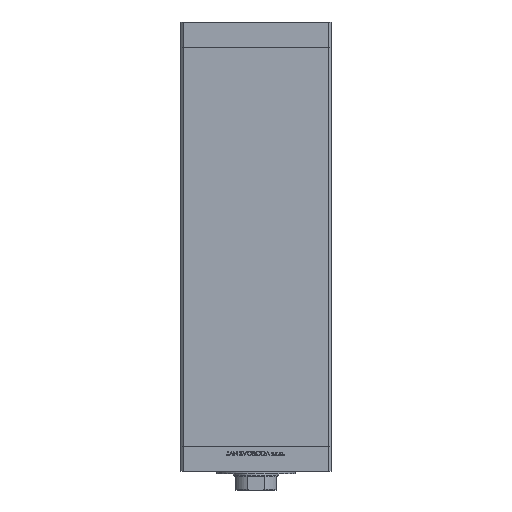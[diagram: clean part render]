
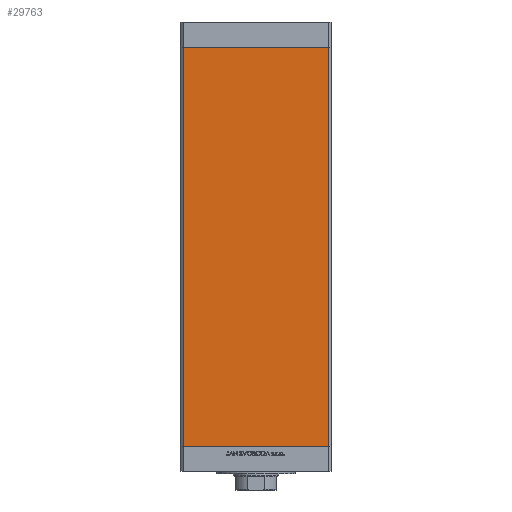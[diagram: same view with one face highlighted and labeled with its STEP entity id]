
A CAD part, front view. The second image highlights one B-rep face of the part: STEP entity #29763.
In plain terms, the highlighted planar face has unit normal (0, -1, 0).
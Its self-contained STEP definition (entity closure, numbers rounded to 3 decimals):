
#365 = VECTOR ( 'NONE', #5319, 1000. ) ;
#428 = PLANE ( 'NONE',  #31590 ) ;
#1339 = LINE ( 'NONE', #43343, #365 ) ;
#3334 = EDGE_CURVE ( 'NONE', #6398, #40438, #21911, .T. ) ;
#4665 = CARTESIAN_POINT ( 'NONE',  ( -58., -51., 318.5 ) ) ;
#5319 = DIRECTION ( 'NONE',  ( 1., 0., 0. ) ) ;
#6398 = VERTEX_POINT ( 'NONE', #49024 ) ;
#8144 = CARTESIAN_POINT ( 'NONE',  ( -58., -51., 0. ) ) ;
#8633 = VECTOR ( 'NONE', #27643, 1000. ) ;
#11874 = DIRECTION ( 'NONE',  ( 0., 0., 1. ) ) ;
#12711 = CARTESIAN_POINT ( 'NONE',  ( -58., -51., 318.5 ) ) ;
#13563 = EDGE_LOOP ( 'NONE', ( #20082, #48000, #23630, #14313 ) ) ;
#14313 = ORIENTED_EDGE ( 'NONE', *, *, #43093, .T. ) ;
#14449 = DIRECTION ( 'NONE',  ( 0., 0., -1. ) ) ;
#14774 = CARTESIAN_POINT ( 'NONE',  ( -58., -51., 318.5 ) ) ;
#19190 = LINE ( 'NONE', #12711, #8633 ) ;
#19326 = FACE_OUTER_BOUND ( 'NONE', #13563, .T. ) ;
#20082 = ORIENTED_EDGE ( 'NONE', *, *, #43827, .T. ) ;
#21911 = LINE ( 'NONE', #47350, #43324 ) ;
#21927 = CARTESIAN_POINT ( 'NONE',  ( -58., -51., 318.5 ) ) ;
#22319 = CARTESIAN_POINT ( 'NONE',  ( 58., -51., 0. ) ) ;
#23630 = ORIENTED_EDGE ( 'NONE', *, *, #31676, .F. ) ;
#27643 = DIRECTION ( 'NONE',  ( 1., 0., 0. ) ) ;
#29763 = ADVANCED_FACE ( 'NONE', ( #19326 ), #428, .F. ) ;
#30503 = VECTOR ( 'NONE', #37094, 1000. ) ;
#31590 = AXIS2_PLACEMENT_3D ( 'NONE', #4665, #45921, #11874 ) ;
#31676 = EDGE_CURVE ( 'NONE', #46536, #6398, #19190, .T. ) ;
#37094 = DIRECTION ( 'NONE',  ( 0., 0., -1. ) ) ;
#40438 = VERTEX_POINT ( 'NONE', #22319 ) ;
#40810 = LINE ( 'NONE', #21927, #30503 ) ;
#43093 = EDGE_CURVE ( 'NONE', #46536, #47207, #40810, .T. ) ;
#43324 = VECTOR ( 'NONE', #14449, 1000. ) ;
#43343 = CARTESIAN_POINT ( 'NONE',  ( -58., -51., 0. ) ) ;
#43827 = EDGE_CURVE ( 'NONE', #47207, #40438, #1339, .T. ) ;
#45921 = DIRECTION ( 'NONE',  ( 0., 1., 0. ) ) ;
#46536 = VERTEX_POINT ( 'NONE', #14774 ) ;
#47207 = VERTEX_POINT ( 'NONE', #8144 ) ;
#47350 = CARTESIAN_POINT ( 'NONE',  ( 58., -51., 318.5 ) ) ;
#48000 = ORIENTED_EDGE ( 'NONE', *, *, #3334, .F. ) ;
#49024 = CARTESIAN_POINT ( 'NONE',  ( 58., -51., 318.5 ) ) ;
